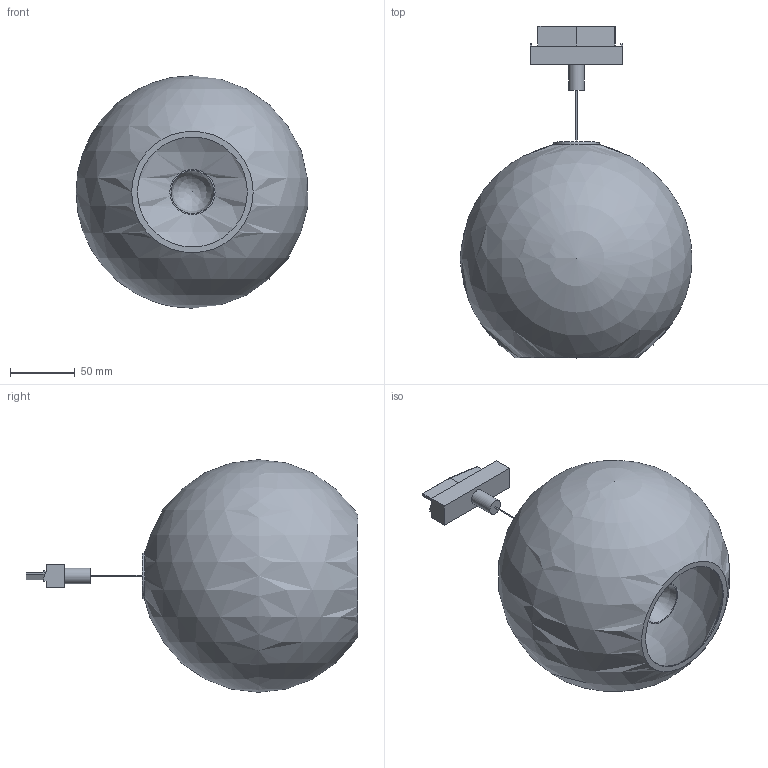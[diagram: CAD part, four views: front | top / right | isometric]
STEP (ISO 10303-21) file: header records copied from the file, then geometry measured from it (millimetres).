
FILE_DESCRIPTION(/* description */ ('This is a sample STEP configuration'),/* implementation_level */ '2;1');
FILE_NAME(/* name */ '662-018xxxxxxxxx SIMPLE.ipt_Rev_02.stp',/* time_stamp */ '2023-04-27T18:27:46+02:00',/* author */ ('powerJobs'),/* organization */ ('coolOrange'),/* preprocessor_version */ 'ST-DEVELOPER v19.2',/* originating_system */ 'Autodesk Inventor 2023',/* authorisation */ '');
FILE_SCHEMA (('AUTOMOTIVE_DESIGN { 1 0 10303 214 3 1 1 }'));
Length unit declared in the file: millimetre
Products named in the file (1): ENG000017834
Bounding box: 179.34 x 256.75 x 180 mm (x, y, z)
Volume: 425797.6 mm3; surface area: 208786 mm2
Topology: 1 solids, 1 shells, 54 faces, 122 edges, 76 vertices
Faces by surface type: plane 26, cylinder 19, sphere 8, bspline 1
Full cylindrical faces by diameter (mm): 1 x1, 12 x1, 35 x2, 85 x1
Entity records: 1542 total; most frequent: CARTESIAN_POINT 274, DIRECTION 269, ORIENTED_EDGE 234, EDGE_CURVE 117, AXIS2_PLACEMENT_3D 98, VERTEX_POINT 76, LINE 73, VECTOR 73
